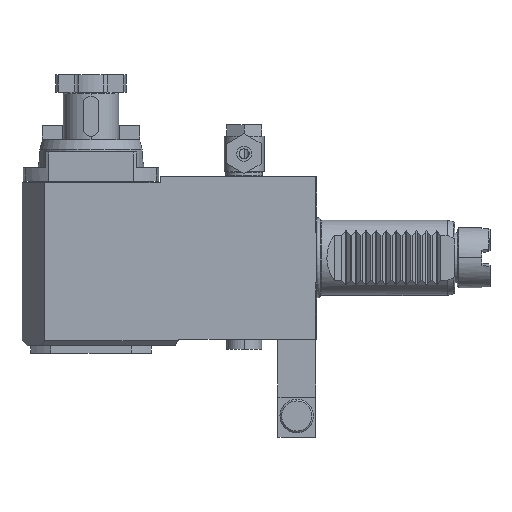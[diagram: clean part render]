
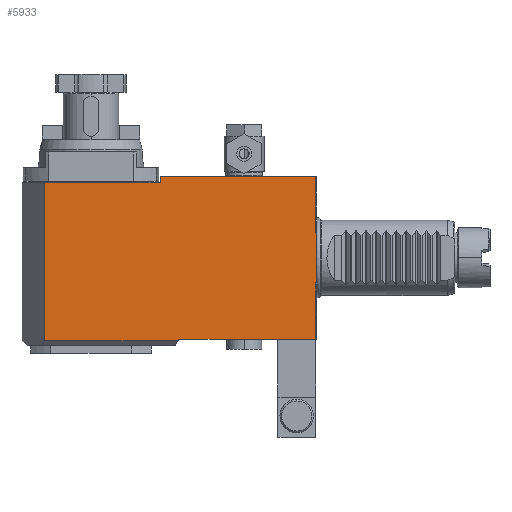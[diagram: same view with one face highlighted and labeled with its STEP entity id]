
A CAD part, front view. The second image highlights one B-rep face of the part: STEP entity #5933.
In plain terms, the highlighted planar face has unit normal (0, -1, 0).
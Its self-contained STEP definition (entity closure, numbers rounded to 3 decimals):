
#13=DIRECTION('',(0.,0.,-1.));
#14=VECTOR('',#13,2.5);
#15=CARTESIAN_POINT('',(-62.5,-32.5,32.5));
#16=LINE('',#15,#14);
#35=DIRECTION('',(0.5,0.,0.866));
#36=VECTOR('',#35,0.577);
#37=CARTESIAN_POINT('',(-55.289,-32.5,-33.));
#38=LINE('',#37,#36);
#39=DIRECTION('',(0.,0.,-1.));
#40=VECTOR('',#39,63.);
#41=CARTESIAN_POINT('',(-108.397,-32.5,30.));
#42=LINE('',#41,#40);
#43=DIRECTION('',(1.,0.,0.));
#44=VECTOR('',#43,45.897);
#45=CARTESIAN_POINT('',(-108.397,-32.5,30.));
#46=LINE('',#45,#44);
#47=DIRECTION('',(1.,0.,0.));
#48=VECTOR('',#47,62.);
#49=CARTESIAN_POINT('',(-62.5,-32.5,32.5));
#50=LINE('',#49,#48);
#51=DIRECTION('',(0.,0.,-1.));
#52=VECTOR('',#51,22.513);
#53=CARTESIAN_POINT('',(-0.5,-32.5,32.5));
#54=LINE('',#53,#52);
#55=DIRECTION('',(-1.,0.,0.));
#56=VECTOR('',#55,0.5);
#57=CARTESIAN_POINT('',(0.,-32.5,9.987));
#58=LINE('',#57,#56);
#59=DIRECTION('',(-1.,0.,0.));
#60=VECTOR('',#59,0.5);
#61=CARTESIAN_POINT('',(0.,-32.5,-9.987));
#62=LINE('',#61,#60);
#63=DIRECTION('',(0.,0.,-1.));
#64=VECTOR('',#63,22.513);
#65=CARTESIAN_POINT('',(-0.5,-32.5,-9.987));
#66=LINE('',#65,#64);
#87=DIRECTION('',(1.,0.,0.));
#88=VECTOR('',#87,54.5);
#89=CARTESIAN_POINT('',(-55.,-32.5,-32.5));
#90=LINE('',#89,#88);
#300=DIRECTION('',(0.,0.,-1.));
#301=VECTOR('',#300,19.975);
#302=CARTESIAN_POINT('',(0.,-32.5,9.987));
#303=LINE('',#302,#301);
#497=DIRECTION('',(1.,0.,0.));
#498=VECTOR('',#497,53.109);
#499=CARTESIAN_POINT('',(-108.397,-32.5,-33.));
#500=LINE('',#499,#498);
#4694=CARTESIAN_POINT('',(-62.5,-32.5,32.5));
#4696=VERTEX_POINT('',#4694);
#4721=CARTESIAN_POINT('',(0.,-32.5,-9.987));
#4723=VERTEX_POINT('',#4721);
#4724=CARTESIAN_POINT('',(0.,-32.5,9.987));
#4726=VERTEX_POINT('',#4724);
#4743=CARTESIAN_POINT('',(-0.5,-32.5,32.5));
#4745=VERTEX_POINT('',#4743);
#4746=CARTESIAN_POINT('',(-0.5,-32.5,9.987));
#4747=VERTEX_POINT('',#4746);
#4748=CARTESIAN_POINT('',(-0.5,-32.5,-9.987));
#4749=CARTESIAN_POINT('',(-0.5,-32.5,-32.5));
#4750=VERTEX_POINT('',#4748);
#4751=VERTEX_POINT('',#4749);
#4966=CARTESIAN_POINT('',(-108.397,-32.5,-33.));
#4968=VERTEX_POINT('',#4966);
#4979=CARTESIAN_POINT('',(-108.397,-32.5,30.));
#4980=VERTEX_POINT('',#4979);
#4991=CARTESIAN_POINT('',(-55.289,-32.5,-33.));
#4992=VERTEX_POINT('',#4991);
#4994=CARTESIAN_POINT('',(-62.5,-32.5,30.));
#4996=VERTEX_POINT('',#4994);
#4997=CARTESIAN_POINT('',(-55.,-32.5,-32.5));
#4999=VERTEX_POINT('',#4997);
#5904=CARTESIAN_POINT('',(-62.5,-32.5,32.5));
#5905=DIRECTION('',(0.,-1.,0.));
#5906=DIRECTION('',(0.,0.,-1.));
#5907=AXIS2_PLACEMENT_3D('',#5904,#5905,#5906);
#5908=PLANE('',#5907);
#5910=ORIENTED_EDGE('',*,*,#5909,.F.);
#5912=ORIENTED_EDGE('',*,*,#5911,.F.);
#5914=ORIENTED_EDGE('',*,*,#5913,.F.);
#5916=ORIENTED_EDGE('',*,*,#5915,.F.);
#5917=ORIENTED_EDGE('',*,*,#5885,.T.);
#5918=ORIENTED_EDGE('',*,*,#5874,.F.);
#5920=ORIENTED_EDGE('',*,*,#5919,.T.);
#5922=ORIENTED_EDGE('',*,*,#5921,.T.);
#5924=ORIENTED_EDGE('',*,*,#5923,.F.);
#5926=ORIENTED_EDGE('',*,*,#5925,.T.);
#5928=ORIENTED_EDGE('',*,*,#5927,.T.);
#5930=ORIENTED_EDGE('',*,*,#5929,.T.);
#5931=EDGE_LOOP('',(#5910,#5912,#5914,#5916,#5917,#5918,#5920,#5922,#5924,#5926,
#5928,#5930));
#5932=FACE_OUTER_BOUND('',#5931,.F.);
#5933=ADVANCED_FACE('',(#5932),#5908,.T.);
#5874=EDGE_CURVE('',#4696,#4996,#16,.T.);
#5885=EDGE_CURVE('',#4980,#4996,#46,.T.);
#5909=EDGE_CURVE('',#4999,#4751,#90,.T.);
#5911=EDGE_CURVE('',#4992,#4999,#38,.T.);
#5913=EDGE_CURVE('',#4968,#4992,#500,.T.);
#5915=EDGE_CURVE('',#4980,#4968,#42,.T.);
#5919=EDGE_CURVE('',#4696,#4745,#50,.T.);
#5921=EDGE_CURVE('',#4745,#4747,#54,.T.);
#5923=EDGE_CURVE('',#4726,#4747,#58,.T.);
#5925=EDGE_CURVE('',#4726,#4723,#303,.T.);
#5927=EDGE_CURVE('',#4723,#4750,#62,.T.);
#5929=EDGE_CURVE('',#4750,#4751,#66,.T.);
